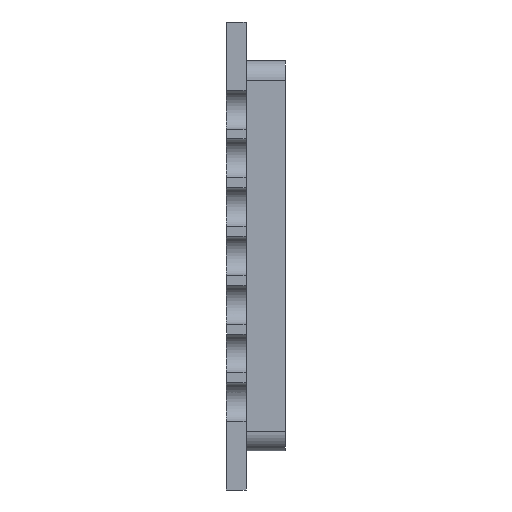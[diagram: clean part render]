
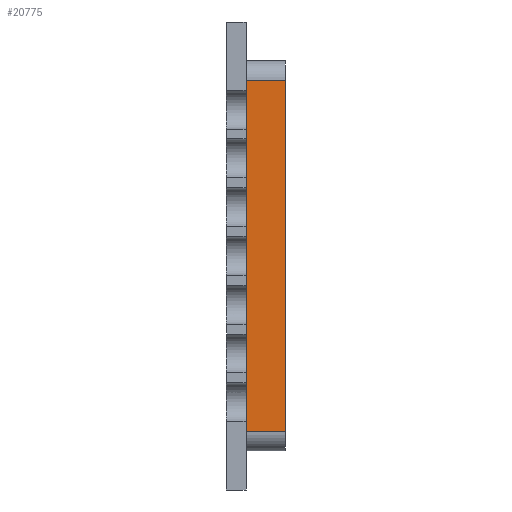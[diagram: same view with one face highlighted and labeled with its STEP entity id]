
A CAD part, left-side view. The second image highlights one B-rep face of the part: STEP entity #20775.
In plain terms, the highlighted planar face has unit normal (-1, 0, 0).
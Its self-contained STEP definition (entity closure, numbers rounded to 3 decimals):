
#2546 = EDGE_LOOP ( 'NONE', ( #7988, #20732, #9111, #22026 ) ) ;
#2633 = EDGE_CURVE ( 'NONE', #20651, #22211, #20693, .T. ) ;
#2702 = DIRECTION ( 'NONE',  ( 0., 1., 0. ) ) ;
#3412 = VECTOR ( 'NONE', #9051, 1000. ) ;
#4524 = AXIS2_PLACEMENT_3D ( 'NONE', #22416, #5064, #10894 ) ;
#5064 = DIRECTION ( 'NONE',  ( 1., 0., 0. ) ) ;
#5216 = EDGE_CURVE ( 'NONE', #19547, #20651, #18147, .T. ) ;
#6950 = CARTESIAN_POINT ( 'NONE',  ( -5.081, -1., 3.119 ) ) ;
#7988 = ORIENTED_EDGE ( 'NONE', *, *, #5216, .T. ) ;
#8327 = EDGE_CURVE ( 'NONE', #10931, #19547, #18122, .T. ) ;
#8614 = PLANE ( 'NONE',  #4524 ) ;
#9051 = DIRECTION ( 'NONE',  ( 0., -1., 0. ) ) ;
#9111 = ORIENTED_EDGE ( 'NONE', *, *, #17934, .F. ) ;
#9555 = LINE ( 'NONE', #24733, #14801 ) ;
#10894 = DIRECTION ( 'NONE',  ( 0., 0., -1. ) ) ;
#10931 = VERTEX_POINT ( 'NONE', #6950 ) ;
#11333 = CARTESIAN_POINT ( 'NONE',  ( -5.081, -1., -5.881 ) ) ;
#12163 = CARTESIAN_POINT ( 'NONE',  ( -5.081, 0., -5.881 ) ) ;
#14381 = DIRECTION ( 'NONE',  ( 0., 0., -1. ) ) ;
#14801 = VECTOR ( 'NONE', #19037, 1000. ) ;
#14944 = FACE_OUTER_BOUND ( 'NONE', #2546, .T. ) ;
#15359 = VECTOR ( 'NONE', #14381, 1000. ) ;
#17934 = EDGE_CURVE ( 'NONE', #10931, #22211, #9555, .T. ) ;
#18122 = LINE ( 'NONE', #20172, #23076 ) ;
#18147 = LINE ( 'NONE', #23973, #15359 ) ;
#19037 = DIRECTION ( 'NONE',  ( 0., 0., -1. ) ) ;
#19535 = CARTESIAN_POINT ( 'NONE',  ( -5.081, 0., 3.119 ) ) ;
#19547 = VERTEX_POINT ( 'NONE', #19535 ) ;
#20172 = CARTESIAN_POINT ( 'NONE',  ( -5.081, -1., 3.119 ) ) ;
#20651 = VERTEX_POINT ( 'NONE', #12163 ) ;
#20693 = LINE ( 'NONE', #24598, #3412 ) ;
#20732 = ORIENTED_EDGE ( 'NONE', *, *, #2633, .T. ) ;
#20775 = ADVANCED_FACE ( 'NONE', ( #14944 ), #8614, .F. ) ;
#22026 = ORIENTED_EDGE ( 'NONE', *, *, #8327, .T. ) ;
#22211 = VERTEX_POINT ( 'NONE', #11333 ) ;
#22416 = CARTESIAN_POINT ( 'NONE',  ( -5.081, -1., -6.381 ) ) ;
#23076 = VECTOR ( 'NONE', #2702, 1000. ) ;
#23973 = CARTESIAN_POINT ( 'NONE',  ( -5.081, 0., -6.381 ) ) ;
#24598 = CARTESIAN_POINT ( 'NONE',  ( -5.081, -1., -5.881 ) ) ;
#24733 = CARTESIAN_POINT ( 'NONE',  ( -5.081, -1., -6.381 ) ) ;
